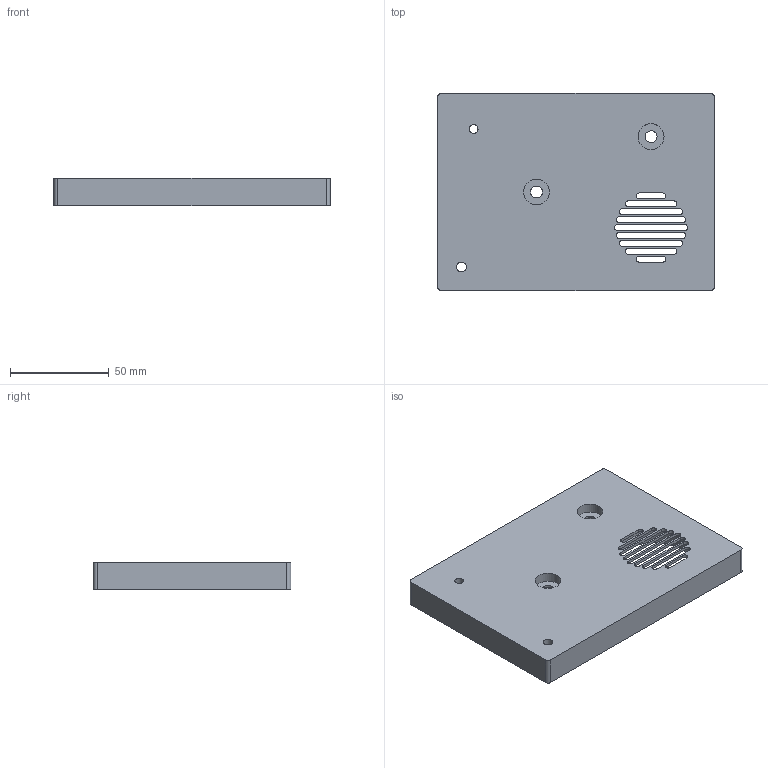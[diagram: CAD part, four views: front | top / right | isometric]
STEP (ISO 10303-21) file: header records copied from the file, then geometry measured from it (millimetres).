
FILE_DESCRIPTION(/* description */ ('STEP AP242','CAx-IF Rec.Pracs.---Representation and Presentation of Product Manufacturing Information (PMI)---4.0---2014-10-13','CAx-IF Rec.Pracs.---3D Tessellated Geometry---0.4---2014-09-14','2;1'),/* implementation_level */ '2;1');
FILE_NAME(/* name */ '662719a0b599c437ea5b387b',/* time_stamp */ '2024-04-23T02:14:57Z',/* author */ (''),/* organization */ (''),/* preprocessor_version */ 'ST-DEVELOPER v20',/* originating_system */ ' ',/* authorisation */ ' ');
FILE_SCHEMA (('AP242_MANAGED_MODEL_BASED_3D_ENGINEERING_MIM_LF { 1 0 10303 442 1 1 4 }'));
Length unit declared in the file: metre
Products named in the file (1): Turntable
Bounding box: 140 x 100 x 14 mm (x, y, z)
Volume: 60250.9 mm3; surface area: 48686.4 mm2
Topology: 1 solids, 1 shells, 258 faces, 680 edges, 457 vertices
Faces by surface type: plane 185, cylinder 68, cone 5
Full cylindrical faces by diameter (mm): 2.5 x5, 3.1 x11, 4.5 x1, 5 x1, 5.5 x5, 6 x2, 13.08 x4, 19.08 x2, 38.5 x1
Entity records: 7781 total; most frequent: CARTESIAN_POINT 1359, DIRECTION 1305, ORIENTED_EDGE 1266, EDGE_CURVE 633, LINE 463, VECTOR 463, VERTEX_POINT 443, AXIS2_PLACEMENT_3D 421
